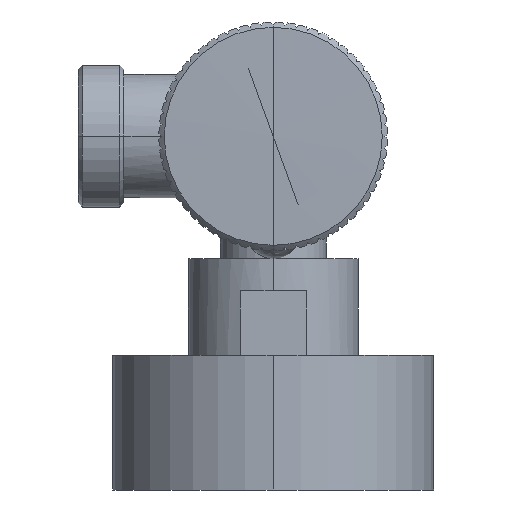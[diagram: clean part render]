
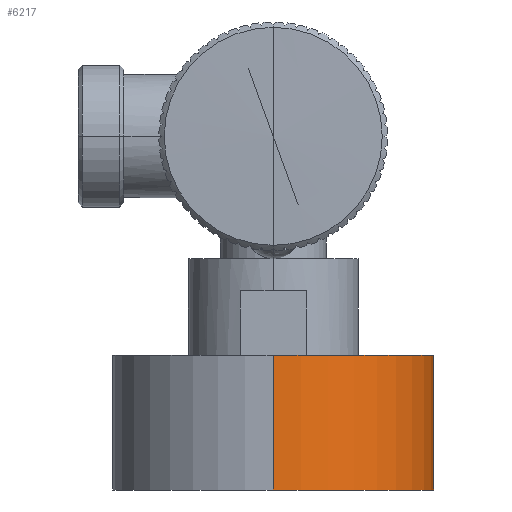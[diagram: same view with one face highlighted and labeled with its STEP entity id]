
A CAD part, left-side view. The second image highlights one B-rep face of the part: STEP entity #6217.
In plain terms, the highlighted cylindrical face has radius 29.85 mm (diameter 59.7 mm), a partial arc.
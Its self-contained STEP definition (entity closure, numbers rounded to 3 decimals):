
#482=CARTESIAN_POINT('',(-75.,0.,-40.75));
#483=DIRECTION('',(0.,0.,1.));
#484=DIRECTION('',(-1.,0.,0.));
#485=AXIS2_PLACEMENT_3D('',#482,#483,#484);
#492=DIRECTION('',(0.,0.,1.));
#493=VECTOR('',#492,25.);
#494=CARTESIAN_POINT('',(-104.85,0.,-65.75));
#495=LINE('',#494,#493);
#496=DIRECTION('',(0.,0.,1.));
#497=VECTOR('',#496,25.);
#498=CARTESIAN_POINT('',(-45.15,0.,-65.75));
#499=LINE('',#498,#497);
#500=CARTESIAN_POINT('',(-75.,0.,-65.75));
#501=DIRECTION('',(0.,0.,1.));
#502=DIRECTION('',(-1.,0.,0.));
#503=AXIS2_PLACEMENT_3D('',#500,#501,#502);
#5787=CARTESIAN_POINT('',(-104.85,0.,-65.75));
#5788=CARTESIAN_POINT('',(-104.85,0.,-40.75));
#5789=VERTEX_POINT('',#5787);
#5790=VERTEX_POINT('',#5788);
#5791=CARTESIAN_POINT('',(-45.15,0.,-65.75));
#5792=CARTESIAN_POINT('',(-45.15,0.,-40.75));
#5793=VERTEX_POINT('',#5791);
#5794=VERTEX_POINT('',#5792);
#6203=CARTESIAN_POINT('',(-75.,0.,-39.5));
#6204=DIRECTION('',(0.,0.,-1.));
#6205=DIRECTION('',(1.,0.,0.));
#6206=AXIS2_PLACEMENT_3D('',#6203,#6204,#6205);
#6207=CYLINDRICAL_SURFACE('',#6206,29.85);
#6209=ORIENTED_EDGE('',*,*,#6208,.T.);
#6210=ORIENTED_EDGE('',*,*,#6180,.T.);
#6212=ORIENTED_EDGE('',*,*,#6211,.F.);
#6214=ORIENTED_EDGE('',*,*,#6213,.F.);
#6215=EDGE_LOOP('',(#6209,#6210,#6212,#6214));
#6216=FACE_OUTER_BOUND('',#6215,.F.);
#6217=ADVANCED_FACE('',(#6216),#6207,.T.);
#486=CIRCLE('',#485,29.85);
#504=CIRCLE('',#503,29.85);
#6180=EDGE_CURVE('',#5790,#5794,#486,.T.);
#6208=EDGE_CURVE('',#5789,#5790,#495,.T.);
#6211=EDGE_CURVE('',#5793,#5794,#499,.T.);
#6213=EDGE_CURVE('',#5789,#5793,#504,.T.);
